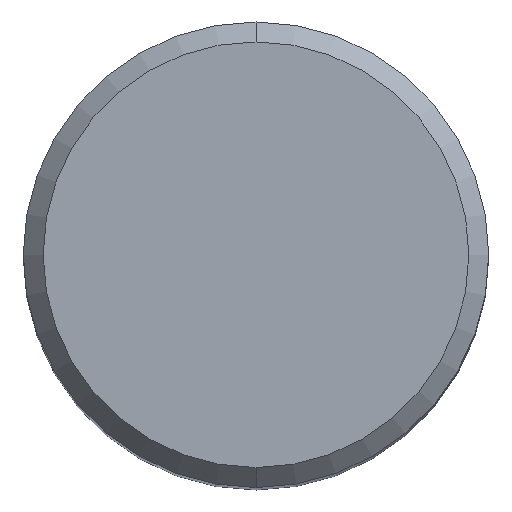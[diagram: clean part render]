
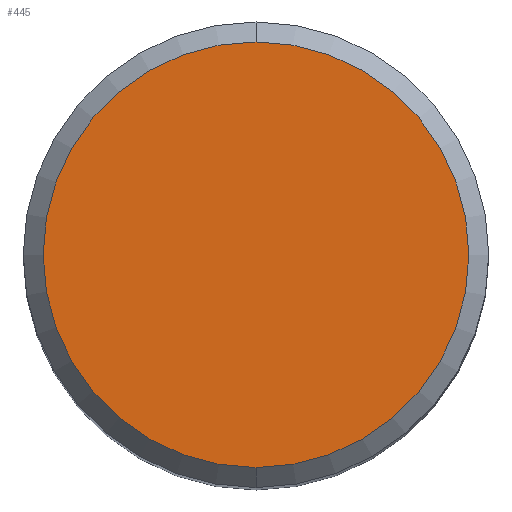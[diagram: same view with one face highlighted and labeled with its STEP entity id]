
A CAD part, top view. The second image highlights one B-rep face of the part: STEP entity #445.
In plain terms, the highlighted planar face has unit normal (0, 0, 1).
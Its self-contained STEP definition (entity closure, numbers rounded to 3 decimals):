
#223=VERTEX_POINT('',#523);
#235=EDGE_CURVE('',#223,#449,#536,.T.);
#331=EDGE_CURVE('',#449,#223,#644,.T.);
#445=ADVANCED_FACE('',(#772),#773,.T.);
#449=VERTEX_POINT('',#777);
#523=CARTESIAN_POINT('',(0.0,6.4,0.0));
#536=CIRCLE('',#973,6.4);
#644=CIRCLE('',#1177,6.4);
#772=FACE_OUTER_BOUND('',#1464,.T.);
#773=PLANE('',#1465);
#777=CARTESIAN_POINT('',(0.,-6.4,0.0));
#973=AXIS2_PLACEMENT_3D('',#1518,#1519,#1520);
#1177=AXIS2_PLACEMENT_3D('',#1656,#1657,#1658);
#1464=EDGE_LOOP('',(#1814,#1815));
#1465=AXIS2_PLACEMENT_3D('',#1816,#1817,#1818);
#1518=CARTESIAN_POINT('',(0.0,0.0,0.0));
#1519=DIRECTION('',(0.0,0.0,-1.0));
#1520=DIRECTION('',(0.0,1.0,0.0));
#1656=CARTESIAN_POINT('',(0.0,0.0,0.0));
#1657=DIRECTION('',(0.0,0.0,-1.0));
#1658=DIRECTION('',(0.0,1.0,0.0));
#1814=ORIENTED_EDGE('',*,*,#235,.F.);
#1815=ORIENTED_EDGE('',*,*,#331,.F.);
#1816=CARTESIAN_POINT('',(0.0,3.2,0.0));
#1817=DIRECTION('',(-0.0,0.0,1.0));
#1818=DIRECTION('',(0.0,-1.0,0.0));
